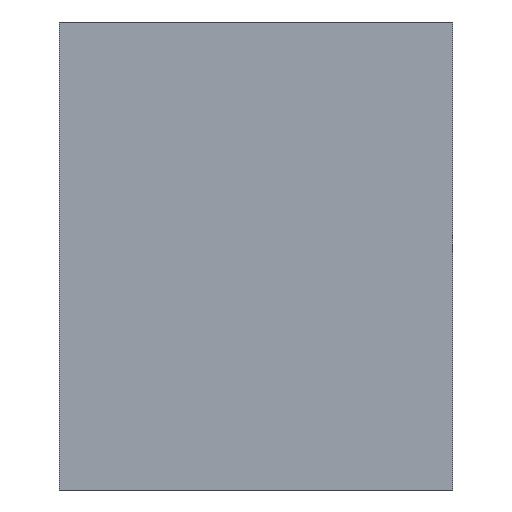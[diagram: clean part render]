
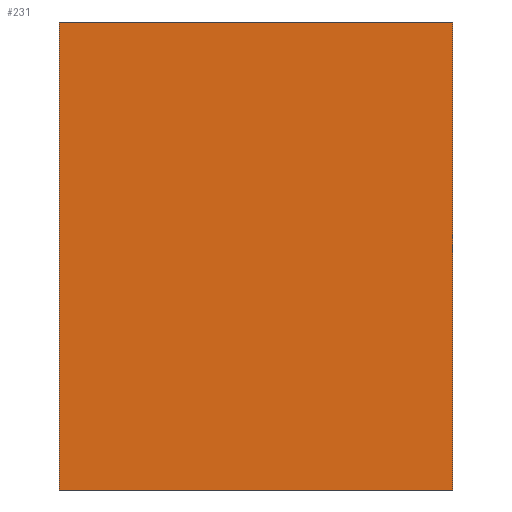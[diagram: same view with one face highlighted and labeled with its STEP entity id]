
A CAD part, left-side view. The second image highlights one B-rep face of the part: STEP entity #231.
In plain terms, the highlighted planar face has unit normal (-1, 0, 0).
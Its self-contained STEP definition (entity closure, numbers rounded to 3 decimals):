
#35=FACE_OUTER_BOUND('',#49,.T.);
#49=EDGE_LOOP('',(#206,#207,#208,#209));
#51=LINE('',#333,#76);
#61=LINE('',#353,#86);
#69=LINE('',#368,#94);
#74=LINE('',#406,#99);
#76=VECTOR('',#275,10.);
#86=VECTOR('',#291,10.);
#94=VECTOR('',#301,10.);
#99=VECTOR('',#324,10.);
#100=VERTEX_POINT('',#329);
#102=VERTEX_POINT('',#332);
#109=VERTEX_POINT('',#352);
#115=VERTEX_POINT('',#366);
#121=EDGE_CURVE('',#102,#100,#51,.T.);
#131=EDGE_CURVE('',#102,#109,#61,.T.);
#139=EDGE_CURVE('',#115,#100,#69,.T.);
#149=EDGE_CURVE('',#115,#109,#74,.T.);
#206=ORIENTED_EDGE('',*,*,#121,.T.);
#207=ORIENTED_EDGE('',*,*,#139,.F.);
#208=ORIENTED_EDGE('',*,*,#149,.T.);
#209=ORIENTED_EDGE('',*,*,#131,.F.);
#219=PLANE('',#269);
#231=ADVANCED_FACE('',(#35),#219,.T.);
#269=AXIS2_PLACEMENT_3D('',#407,#325,#326);
#275=DIRECTION('',(0.,0.,-1.));
#291=DIRECTION('',(0.,-1.,0.));
#301=DIRECTION('',(0.,1.,0.));
#324=DIRECTION('',(0.,0.,1.));
#325=DIRECTION('center_axis',(-1.,0.,0.));
#326=DIRECTION('ref_axis',(0.,-1.,0.));
#329=CARTESIAN_POINT('',(198.74,9.778,-20.5));
#332=CARTESIAN_POINT('',(198.74,9.778,20.5));
#333=CARTESIAN_POINT('',(198.74,9.778,0.));
#352=CARTESIAN_POINT('',(198.74,-24.722,20.5));
#353=CARTESIAN_POINT('',(198.74,-24.722,20.5));
#366=CARTESIAN_POINT('',(198.74,-24.722,-20.5));
#368=CARTESIAN_POINT('',(198.74,-24.722,-20.5));
#406=CARTESIAN_POINT('',(198.74,-24.722,-20.5));
#407=CARTESIAN_POINT('Origin',(198.74,18.395,-20.5));
